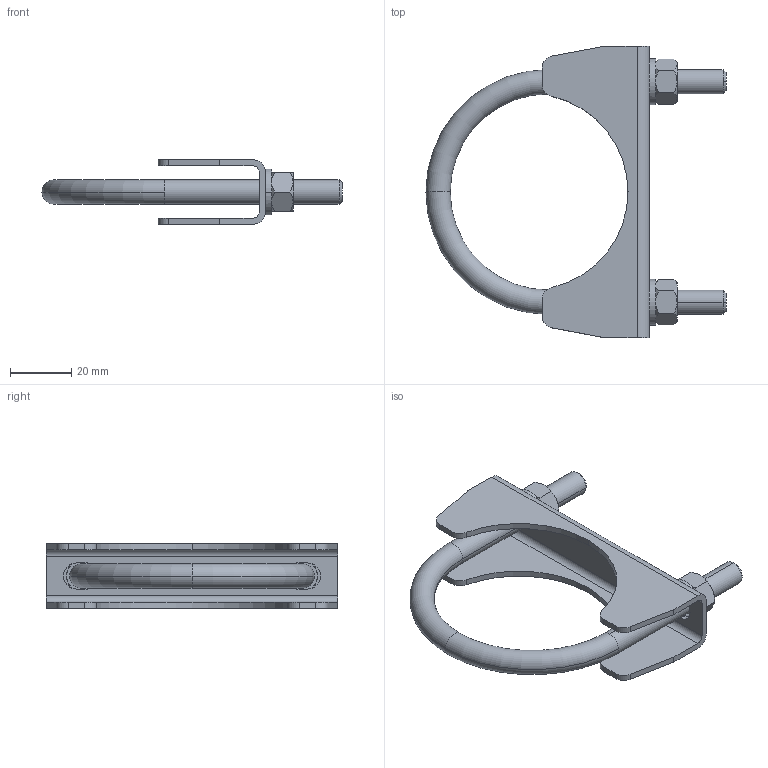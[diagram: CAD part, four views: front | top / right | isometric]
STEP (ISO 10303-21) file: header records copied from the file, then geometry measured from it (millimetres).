
FILE_DESCRIPTION (( 'STEP AP203' ), '1' );
FILE_NAME ('Abraçadeira Ø64 - 2.1_2''''.STEP', '2013-08-23T12:13:36', ( '' ), ( '' ), 'SwSTEP 2.0', 'SolidWorks 2012', '' );
FILE_SCHEMA (( 'CONFIG_CONTROL_DESIGN' ));
Length unit declared in the file: millimetre
Products named in the file (1): Abraçadeira Ø64 - 2.1_2''''
Bounding box: 97.94 x 95 x 21 mm (x, y, z)
Volume: 22895.7 mm3; surface area: 17453.7 mm2
Topology: 1 solids, 1 shells, 140 faces, 402 edges, 285 vertices
Faces by surface type: plane 69, cylinder 39, cone 28, torus 4
Entity records: 5419 total; most frequent: CARTESIAN_POINT 1640, ORIENTED_EDGE 804, DIRECTION 740, EDGE_CURVE 402, VERTEX_POINT 285, AXIS2_PLACEMENT_3D 281, LINE 178, VECTOR 178
